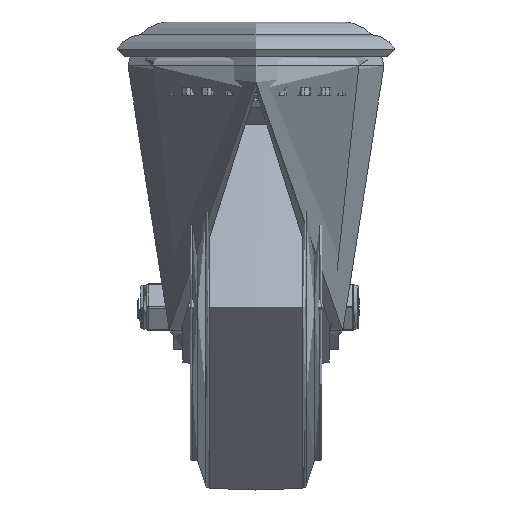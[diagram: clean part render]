
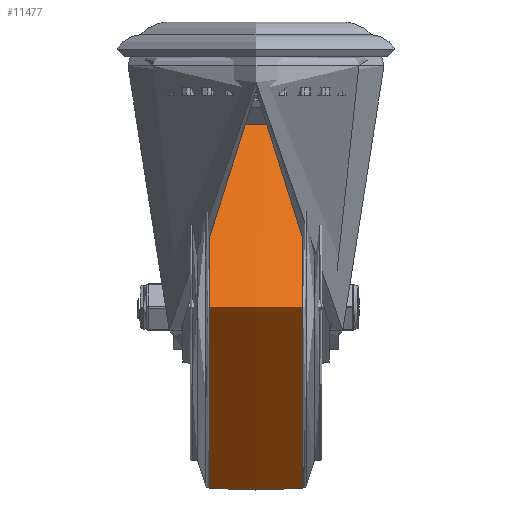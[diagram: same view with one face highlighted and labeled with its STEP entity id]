
A CAD part, left-side view. The second image highlights one B-rep face of the part: STEP entity #11477.
In plain terms, the highlighted free-form (B-spline) face has degree [2, 2] with [3, 9] control points.
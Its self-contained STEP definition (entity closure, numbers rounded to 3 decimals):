
#46=(
BOUNDED_SURFACE()
B_SPLINE_SURFACE(2,2,((#20406,#20407,#20408,#20409,#20410,#20411,#20412,
#20413,#20414),(#20415,#20416,#20417,#20418,#20419,#20420,#20421,#20422,
#20423),(#20424,#20425,#20426,#20427,#20428,#20429,#20430,#20431,#20432)),
 .UNSPECIFIED.,.F.,.T.,.F.)
B_SPLINE_SURFACE_WITH_KNOTS((3,3),(3,2,2,2,3),(-0.07,0.07),
(-3.142,-1.571,0.,1.571,3.142),
 .UNSPECIFIED.)
GEOMETRIC_REPRESENTATION_ITEM()
RATIONAL_B_SPLINE_SURFACE(((1.,0.707,1.,0.707,1.,
0.707,1.,0.707,1.),(0.998,0.705,
0.998,0.705,0.998,0.705,0.998,
0.705,0.998),(1.,0.707,1.,0.707,
1.,0.707,1.,0.707,1.)))
REPRESENTATION_ITEM('')
SURFACE()
);
#3339=FACE_OUTER_BOUND('',#4016,.T.);
#4016=EDGE_LOOP('',(#9569,#9570,#9571,#9572));
#4637=CIRCLE('',#12565,49.548);
#4638=CIRCLE('',#12566,182.5);
#4639=CIRCLE('',#12567,49.548);
#5512=VERTEX_POINT('',#20403);
#5513=VERTEX_POINT('',#20433);
#6924=EDGE_CURVE('',#5512,#5512,#4637,.T.);
#6925=EDGE_CURVE('',#5512,#5513,#4638,.T.);
#6926=EDGE_CURVE('',#5513,#5513,#4639,.T.);
#9569=ORIENTED_EDGE('',*,*,#6924,.F.);
#9570=ORIENTED_EDGE('',*,*,#6925,.T.);
#9571=ORIENTED_EDGE('',*,*,#6926,.T.);
#9572=ORIENTED_EDGE('',*,*,#6925,.F.);
#11477=ADVANCED_FACE('',(#3339),#46,.F.);
#12565=AXIS2_PLACEMENT_3D('',#20405,#15014,#15015);
#12566=AXIS2_PLACEMENT_3D('',#20434,#15016,#15017);
#12567=AXIS2_PLACEMENT_3D('',#20435,#15018,#15019);
#15014=DIRECTION('center_axis',(0.,-1.,0.));
#15015=DIRECTION('ref_axis',(0.,0.,
1.));
#15016=DIRECTION('center_axis',(-1.,0.,0.));
#15017=DIRECTION('ref_axis',(0.,0.,
1.));
#15018=DIRECTION('center_axis',(0.,-1.,0.));
#15019=DIRECTION('ref_axis',(0.,0.,
1.));
#20403=CARTESIAN_POINT('',(0.,-12.833,49.548));
#20405=CARTESIAN_POINT('Origin',(0.,-12.833,
0.));
#20406=CARTESIAN_POINT('Ctrl Pts',(0.,12.833,
49.548));
#20407=CARTESIAN_POINT('Ctrl Pts',(-49.548,12.833,49.548));
#20408=CARTESIAN_POINT('Ctrl Pts',(-49.548,12.833,0.));
#20409=CARTESIAN_POINT('Ctrl Pts',(-49.548,12.833,-49.548));
#20410=CARTESIAN_POINT('Ctrl Pts',(0.,12.833,
-49.548));
#20411=CARTESIAN_POINT('Ctrl Pts',(49.548,12.833,-49.548));
#20412=CARTESIAN_POINT('Ctrl Pts',(49.548,12.833,0.));
#20413=CARTESIAN_POINT('Ctrl Pts',(49.548,12.833,49.548));
#20414=CARTESIAN_POINT('Ctrl Pts',(0.,12.833,
49.548));
#20415=CARTESIAN_POINT('Ctrl Pts',(0.,0.,
50.453));
#20416=CARTESIAN_POINT('Ctrl Pts',(-50.453,0.,
50.453));
#20417=CARTESIAN_POINT('Ctrl Pts',(-50.453,0.,
0.));
#20418=CARTESIAN_POINT('Ctrl Pts',(-50.453,0.,
-50.453));
#20419=CARTESIAN_POINT('Ctrl Pts',(0.,0.,
-50.453));
#20420=CARTESIAN_POINT('Ctrl Pts',(50.453,0.,
-50.453));
#20421=CARTESIAN_POINT('Ctrl Pts',(50.453,0.,
0.));
#20422=CARTESIAN_POINT('Ctrl Pts',(50.453,0.,
50.453));
#20423=CARTESIAN_POINT('Ctrl Pts',(0.,0.,
50.453));
#20424=CARTESIAN_POINT('Ctrl Pts',(0.,-12.833,
49.548));
#20425=CARTESIAN_POINT('Ctrl Pts',(-49.548,-12.833,
49.548));
#20426=CARTESIAN_POINT('Ctrl Pts',(-49.548,-12.833,
0.));
#20427=CARTESIAN_POINT('Ctrl Pts',(-49.548,-12.833,
-49.548));
#20428=CARTESIAN_POINT('Ctrl Pts',(0.,-12.833,
-49.548));
#20429=CARTESIAN_POINT('Ctrl Pts',(49.548,-12.833,-49.548));
#20430=CARTESIAN_POINT('Ctrl Pts',(49.548,-12.833,0.));
#20431=CARTESIAN_POINT('Ctrl Pts',(49.548,-12.833,49.548));
#20432=CARTESIAN_POINT('Ctrl Pts',(0.,-12.833,
49.548));
#20433=CARTESIAN_POINT('',(0.,12.833,49.548));
#20434=CARTESIAN_POINT('Origin',(0.,0.,
-132.5));
#20435=CARTESIAN_POINT('Origin',(0.,12.833,
0.));
